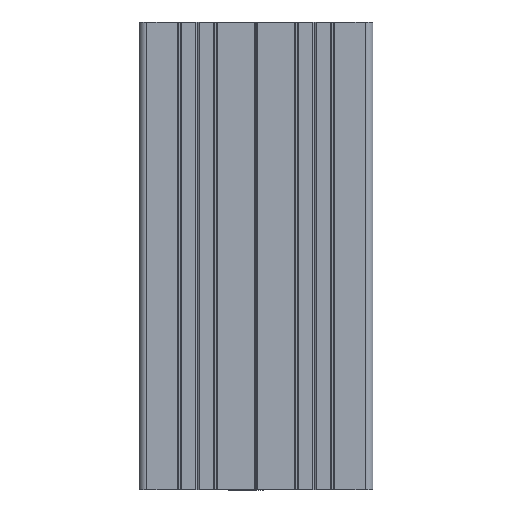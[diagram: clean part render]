
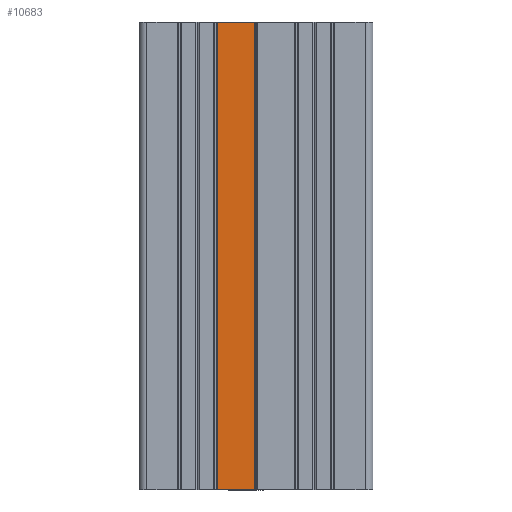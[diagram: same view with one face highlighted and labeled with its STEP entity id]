
A CAD part, front view. The second image highlights one B-rep face of the part: STEP entity #10683.
In plain terms, the highlighted planar face has unit normal (0, -1, 0).
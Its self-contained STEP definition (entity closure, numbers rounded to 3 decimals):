
#59 = LINE ( 'NONE', #8410, #8319 ) ;
#610 = FACE_OUTER_BOUND ( 'NONE', #2433, .T. ) ;
#802 = CARTESIAN_POINT ( 'NONE',  ( 14.662, -15., -120. ) ) ;
#1166 = PLANE ( 'NONE',  #5964 ) ;
#1527 = EDGE_CURVE ( 'NONE', #11519, #8630, #59, .T. ) ;
#2071 = DIRECTION ( 'NONE',  ( -1., 0., 0. ) ) ;
#2106 = LINE ( 'NONE', #802, #12357 ) ;
#2291 = DIRECTION ( 'NONE',  ( 0., -1., 0. ) ) ;
#2433 = EDGE_LOOP ( 'NONE', ( #4434, #5308, #8259, #6450 ) ) ;
#2649 = CARTESIAN_POINT ( 'NONE',  ( 14.662, -15., -120. ) ) ;
#2982 = EDGE_CURVE ( 'NONE', #11519, #5252, #2106, .T. ) ;
#3259 = CARTESIAN_POINT ( 'NONE',  ( 4.1, -15., -141.213 ) ) ;
#3407 = VERTEX_POINT ( 'NONE', #5091 ) ;
#4419 = VECTOR ( 'NONE', #7416, 1000. ) ;
#4434 = ORIENTED_EDGE ( 'NONE', *, *, #9634, .T. ) ;
#5091 = CARTESIAN_POINT ( 'NONE',  ( 5.15, -15., -120. ) ) ;
#5252 = VERTEX_POINT ( 'NONE', #2649 ) ;
#5308 = ORIENTED_EDGE ( 'NONE', *, *, #2982, .F. ) ;
#5334 = DIRECTION ( 'NONE',  ( -1., 0., 0. ) ) ;
#5964 = AXIS2_PLACEMENT_3D ( 'NONE', #3259, #2291, #5334 ) ;
#6344 = CARTESIAN_POINT ( 'NONE',  ( 5.15, -15., 0. ) ) ;
#6450 = ORIENTED_EDGE ( 'NONE', *, *, #10674, .F. ) ;
#6909 = LINE ( 'NONE', #13461, #10717 ) ;
#7126 = DIRECTION ( 'NONE',  ( 1., 0., 0. ) ) ;
#7416 = DIRECTION ( 'NONE',  ( 0., 0., 1. ) ) ;
#8259 = ORIENTED_EDGE ( 'NONE', *, *, #1527, .T. ) ;
#8319 = VECTOR ( 'NONE', #2071, 1000. ) ;
#8410 = CARTESIAN_POINT ( 'NONE',  ( 4.1, -15., 0. ) ) ;
#8630 = VERTEX_POINT ( 'NONE', #11313 ) ;
#9228 = CARTESIAN_POINT ( 'NONE',  ( 14.662, -15., 0. ) ) ;
#9634 = EDGE_CURVE ( 'NONE', #3407, #5252, #6909, .T. ) ;
#10305 = DIRECTION ( 'NONE',  ( 0., 0., -1. ) ) ;
#10356 = LINE ( 'NONE', #6344, #4419 ) ;
#10674 = EDGE_CURVE ( 'NONE', #3407, #8630, #10356, .T. ) ;
#10683 = ADVANCED_FACE ( 'NONE', ( #610 ), #1166, .T. ) ;
#10717 = VECTOR ( 'NONE', #7126, 1000. ) ;
#11313 = CARTESIAN_POINT ( 'NONE',  ( 5.15, -15., 0. ) ) ;
#11519 = VERTEX_POINT ( 'NONE', #9228 ) ;
#12357 = VECTOR ( 'NONE', #10305, 1000. ) ;
#13461 = CARTESIAN_POINT ( 'NONE',  ( 4.1, -15., -120. ) ) ;
